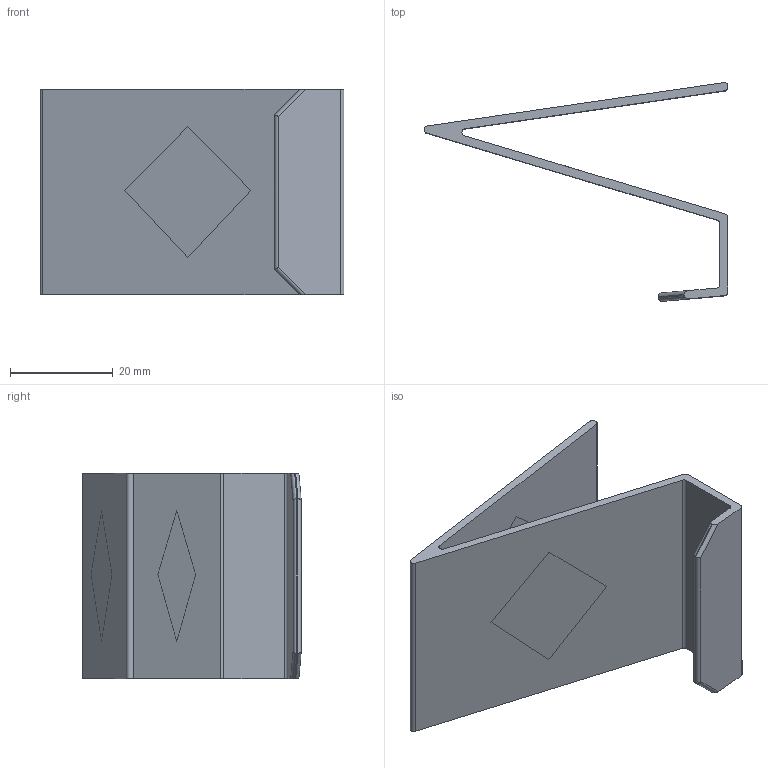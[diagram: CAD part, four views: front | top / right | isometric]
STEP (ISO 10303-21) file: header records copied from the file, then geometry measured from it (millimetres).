
FILE_DESCRIPTION(/* description */ (''),/* implementation_level */ '2;1');
FILE_NAME(/* name */ 'Nook Tablet Stand.step',/* time_stamp */ '2025-12-07T11:47:59-06:00',/* author */ (''),/* organization */ (''),/* preprocessor_version */ 'ST-DEVELOPER v20.1',/* originating_system */ 'Autodesk Translation Framework v14.21.0.0',/* authorisation */ '');
FILE_SCHEMA (('AUTOMOTIVE_DESIGN { 1 0 10303 214 3 1 1 }'));
Length unit declared in the file: millimetre
Products named in the file (1): (Unsaved)
Bounding box: 59.07 x 42.46 x 40 mm (x, y, z)
Volume: 9238.7 mm3; surface area: 12204.1 mm2
Topology: 3 solids, 3 shells, 48 faces, 122 edges, 80 vertices
Faces by surface type: plane 34, cylinder 14
Entity records: 1477 total; most frequent: CARTESIAN_POINT 251, ORIENTED_EDGE 244, DIRECTION 244, EDGE_CURVE 122, LINE 98, VECTOR 98, VERTEX_POINT 80, AXIS2_PLACEMENT_3D 73
